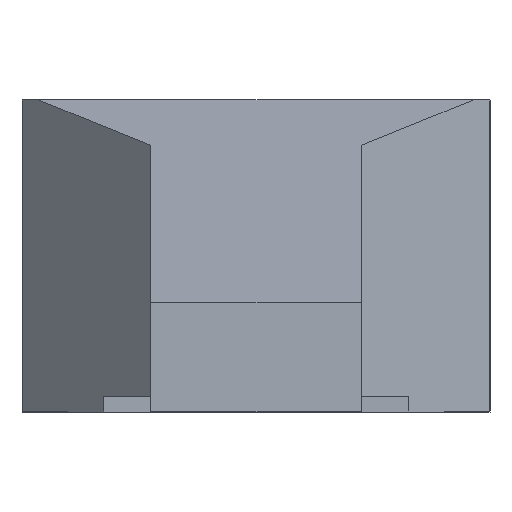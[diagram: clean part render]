
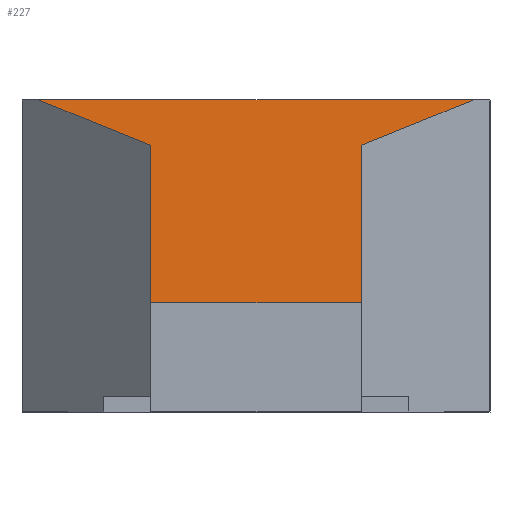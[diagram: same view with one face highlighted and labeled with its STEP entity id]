
A CAD part, left-side view. The second image highlights one B-rep face of the part: STEP entity #227.
In plain terms, the highlighted planar face has unit normal (-0.375, 0, 0.927).
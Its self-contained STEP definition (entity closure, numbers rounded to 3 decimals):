
#161=EDGE_CURVE('',#167,#313,#428,.T.);
#167=VERTEX_POINT('',#434);
#169=EDGE_CURVE('',#173,#229,#436,.T.);
#173=VERTEX_POINT('',#440);
#227=ADVANCED_FACE('',(#502),#503,.T.);
#229=VERTEX_POINT('',#505);
#245=EDGE_CURVE('',#229,#337,#521,.T.);
#247=EDGE_CURVE('',#389,#313,#523,.T.);
#279=EDGE_CURVE('',#389,#173,#559,.T.);
#313=VERTEX_POINT('',#597);
#329=EDGE_CURVE('',#337,#167,#613,.T.);
#337=VERTEX_POINT('',#621);
#389=VERTEX_POINT('',#681);
#428=LINE('',#715,#716);
#434=CARTESIAN_POINT('',(25.0,-6.75,17.101));
#436=LINE('',#729,#730);
#440=CARTESIAN_POINT('',(25.0,6.75,17.101));
#502=FACE_OUTER_BOUND('',#820,.T.);
#503=PLANE('',#821);
#505=CARTESIAN_POINT('',(0.0,6.75,7.));
#521=LINE('',#846,#847);
#523=LINE('',#850,#851);
#559=LINE('',#903,#904);
#597=CARTESIAN_POINT('',(32.176,-13.926,20.0));
#613=LINE('',#982,#983);
#621=CARTESIAN_POINT('',(0.0,-6.75,7.));
#681=CARTESIAN_POINT('',(32.176,13.926,20.0));
#715=CARTESIAN_POINT('',(16.989,1.261,13.864));
#716=VECTOR('',#1097,1.0);
#729=CARTESIAN_POINT('',(13.004,6.75,12.254));
#730=VECTOR('',#1100,1.0);
#820=EDGE_LOOP('',(#1193,#1194,#1195,#1196,#1197,#1198));
#821=AXIS2_PLACEMENT_3D('',#1199,#1200,#1201);
#846=CARTESIAN_POINT('',(0.0,0.,7.));
#847=VECTOR('',#1205,1.0);
#850=CARTESIAN_POINT('',(32.176,0.,20.));
#851=VECTOR('',#1206,1.0);
#903=CARTESIAN_POINT('',(20.803,2.553,15.405));
#904=VECTOR('',#1254,1.0);
#982=CARTESIAN_POINT('',(2.258,-6.75,7.912));
#983=VECTOR('',#1298,1.0);
#1097=DIRECTION('',(0.68,-0.68,0.275));
#1100=DIRECTION('',(-0.927,0.0,-0.375));
#1193=ORIENTED_EDGE('',*,*,#279,.T.);
#1194=ORIENTED_EDGE('',*,*,#169,.T.);
#1195=ORIENTED_EDGE('',*,*,#245,.T.);
#1196=ORIENTED_EDGE('',*,*,#329,.T.);
#1197=ORIENTED_EDGE('',*,*,#161,.T.);
#1198=ORIENTED_EDGE('',*,*,#247,.F.);
#1199=CARTESIAN_POINT('',(0.0,0.,7.));
#1200=DIRECTION('',(-0.375,0.,0.927));
#1201=DIRECTION('',(0.0,-1.0,0.));
#1205=DIRECTION('',(0.0,-1.0,0.));
#1206=DIRECTION('',(0.0,-1.0,0.));
#1254=DIRECTION('',(-0.68,-0.68,-0.275));
#1298=DIRECTION('',(0.927,0.0,0.375));
